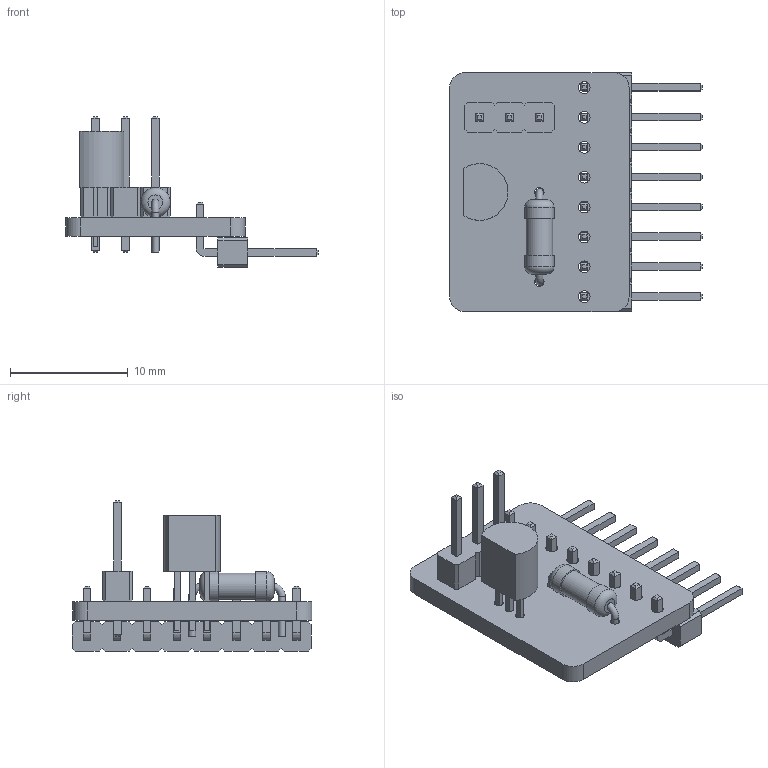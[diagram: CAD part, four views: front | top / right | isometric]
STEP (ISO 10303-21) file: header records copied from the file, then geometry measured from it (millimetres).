
FILE_DESCRIPTION(('KiCad electronic assembly'),'2;1');
FILE_NAME('m5stickc-dallas-hat-pcb.step','2019-09-25T10:47:14',( 'An Author'),('A Company'),'Open CASCADE STEP processor 7.3', 'KiCad to STEP converter','Unknown');
FILE_SCHEMA(('AUTOMOTIVE_DESIGN { 1 0 10303 214 1 1 1 1 }'));
Length unit declared in the file: millimetre
Products named in the file (10): Open CASCADE STEP translator 7.3 1; TO-92_Inline; SOLID; PinHeader_1x08_P2.54mm_Horizontal; PinHeader_1x03_P2.54mm_Vertical; R_Axial_DIN0207_L6.3mm_D2.5mm_P7.62mm_Horizontal; COMPOUND
Assembly tree (9 placements, depth 3):
  Open CASCADE STEP translator 7.3 1
    TO-92_Inline
      SOLID
    PinHeader_1x08_P2.54mm_Horizontal
      SOLID
    PinHeader_1x03_P2.54mm_Vertical
      SOLID
    R_Axial_DIN0207_L6.3mm_D2.5mm_P7.62mm_Horizontal
      SOLID
    COMPOUND
Bounding box: 21.47 x 20.35 x 12.83 mm (x, y, z)
Volume: 806.2 mm3; surface area: 1590.9 mm2
Topology: 5 solids, 5 shells, 356 faces, 859 edges, 542 vertices
Faces by surface type: plane 318, cylinder 34, torus 4
Full cylindrical faces by diameter (mm): 0.6 x2, 0.75 x3, 0.8 x2, 1 x11, 2.25 x1, 2.5 x2
Entity records: 24997 total; most frequent: CARTESIAN_POINT 4685, DIRECTION 3369, LINE 2431, VECTOR 2431, ORIENTED_EDGE 1718, PCURVE 1718, DEFINITIONAL_REPRESENTATION 1718, EDGE_CURVE 859
